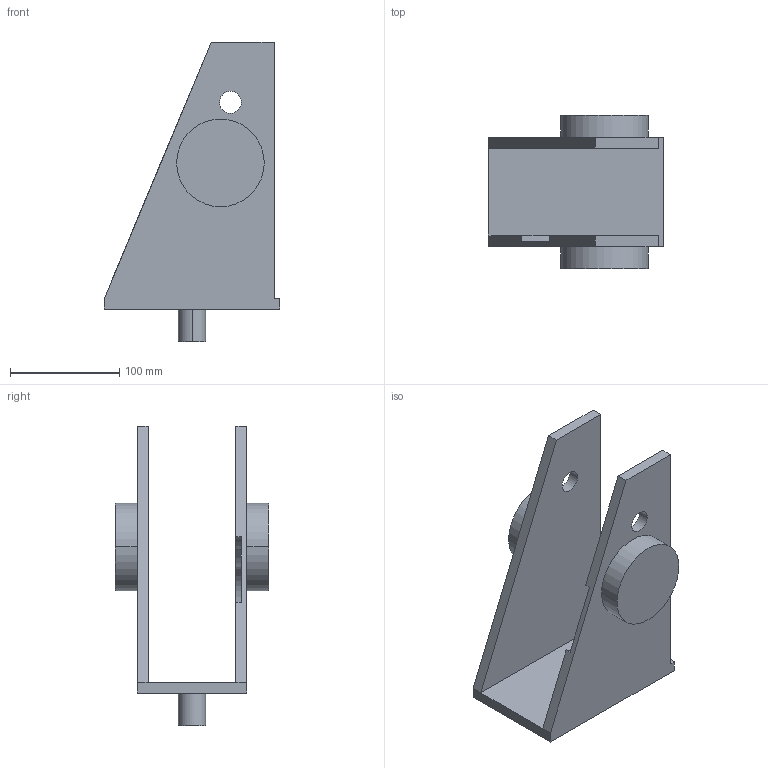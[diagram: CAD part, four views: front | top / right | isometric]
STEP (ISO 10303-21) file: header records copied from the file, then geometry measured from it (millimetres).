
FILE_DESCRIPTION (( 'STEP AP203' ), '1' );
FILE_NAME ('Part2_Default_sldprt.STEP', '2024-05-18T11:21:07', ( '' ), ( '' ), 'SwSTEP 2.0', 'SolidWorks 2016', '' );
FILE_SCHEMA (( 'CONFIG_CONTROL_DESIGN' ));
Length unit declared in the file: millimetre
Products named in the file (1): Part2_Default_sldprt
Bounding box: 160 x 140 x 274 mm (x, y, z)
Volume: 833175 mm3; surface area: 157923.4 mm2
Topology: 1 solids, 1 shells, 32 faces, 79 edges, 52 vertices
Faces by surface type: plane 18, cylinder 12, bspline 2
Entity records: 1048 total; most frequent: CARTESIAN_POINT 190, DIRECTION 161, ORIENTED_EDGE 158, EDGE_CURVE 79, AXIS2_PLACEMENT_3D 55, VERTEX_POINT 52, LINE 51, VECTOR 51
